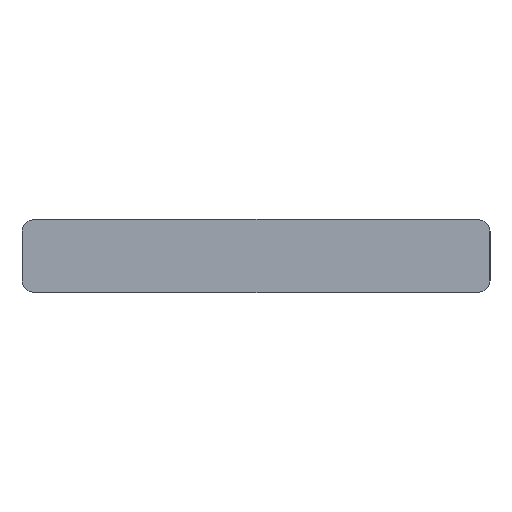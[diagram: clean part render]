
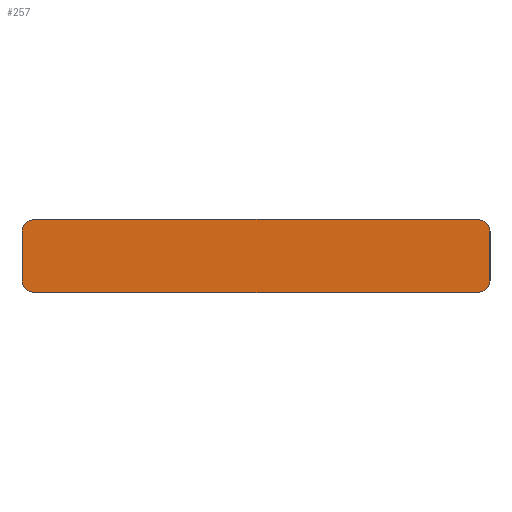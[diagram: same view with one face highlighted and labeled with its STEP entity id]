
A CAD part, left-side view. The second image highlights one B-rep face of the part: STEP entity #257.
In plain terms, the highlighted planar face has unit normal (-1, 0, 0).
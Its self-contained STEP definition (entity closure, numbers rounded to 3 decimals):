
#257=ADVANCED_FACE('',(#791),#792,.F.);
#791=FACE_OUTER_BOUND('',#1494,.T.);
#792=PLANE('',#1495);
#1494=EDGE_LOOP('',(#3229,#3230,#3231,#3232,#3233,#3234,#3235,#3236));
#1495=AXIS2_PLACEMENT_3D('',#3237,#3238,#3239);
#3229=ORIENTED_EDGE('',*,*,#4522,.F.);
#3230=ORIENTED_EDGE('',*,*,#4523,.F.);
#3231=ORIENTED_EDGE('',*,*,#4524,.F.);
#3232=ORIENTED_EDGE('',*,*,#4525,.F.);
#3233=ORIENTED_EDGE('',*,*,#4526,.F.);
#3234=ORIENTED_EDGE('',*,*,#4323,.T.);
#3235=ORIENTED_EDGE('',*,*,#4521,.F.);
#3236=ORIENTED_EDGE('',*,*,#4527,.F.);
#3237=CARTESIAN_POINT('',(-992.5,16.0,5.0));
#3238=DIRECTION('',(1.0,-0.0,0.0));
#3239=DIRECTION('',(0.0,1.0,-0.0));
#4323=EDGE_CURVE('',#5487,#5484,#5488,.T.);
#4521=EDGE_CURVE('',#5700,#5484,#5702,.T.);
#4522=EDGE_CURVE('',#5703,#5704,#5705,.T.);
#4523=EDGE_CURVE('',#5706,#5703,#5707,.T.);
#4524=EDGE_CURVE('',#5708,#5706,#5709,.T.);
#4525=EDGE_CURVE('',#5710,#5708,#5711,.T.);
#4526=EDGE_CURVE('',#5487,#5710,#5712,.T.);
#4527=EDGE_CURVE('',#5704,#5700,#5713,.T.);
#5484=VERTEX_POINT('',#6898);
#5487=VERTEX_POINT('',#6902);
#5488=LINE('',#6903,#6904);
#5700=VERTEX_POINT('',#7133);
#5702=CIRCLE('',#7136,0.8);
#5703=VERTEX_POINT('',#7137);
#5704=VERTEX_POINT('',#7138);
#5705=CIRCLE('',#7139,0.8);
#5706=VERTEX_POINT('',#7140);
#5707=LINE('',#7141,#7142);
#5708=VERTEX_POINT('',#7143);
#5709=CIRCLE('',#7144,0.8);
#5710=VERTEX_POINT('',#7145);
#5711=LINE('',#7146,#7147);
#5712=CIRCLE('',#7148,0.8);
#5713=LINE('',#7149,#7150);
#6898=CARTESIAN_POINT('',(-992.5,-15.2,0.));
#6902=CARTESIAN_POINT('',(-992.5,15.2,0.));
#6903=CARTESIAN_POINT('',(-992.5,16.0,0.0));
#6904=VECTOR('',#8121,1000.0);
#7133=CARTESIAN_POINT('',(-992.5,-16.0,0.8));
#7136=AXIS2_PLACEMENT_3D('',#8677,#8678,#8679);
#7137=CARTESIAN_POINT('',(-992.5,-15.2,5.0));
#7138=CARTESIAN_POINT('',(-992.5,-16.0,4.2));
#7139=AXIS2_PLACEMENT_3D('',#8680,#8681,#8682);
#7140=CARTESIAN_POINT('',(-992.5,15.2,5.0));
#7141=CARTESIAN_POINT('',(-992.5,-16.0,5.0));
#7142=VECTOR('',#8683,1000.0);
#7143=CARTESIAN_POINT('',(-992.5,16.0,4.2));
#7144=AXIS2_PLACEMENT_3D('',#8684,#8685,#8686);
#7145=CARTESIAN_POINT('',(-992.5,16.0,0.8));
#7146=CARTESIAN_POINT('',(-992.5,16.0,5.0));
#7147=VECTOR('',#8687,1000.0);
#7148=AXIS2_PLACEMENT_3D('',#8688,#8689,#8690);
#7149=CARTESIAN_POINT('',(-992.5,-16.0,5.0));
#7150=VECTOR('',#8691,1000.0);
#8121=DIRECTION('',(-0.0,-1.0,-0.0));
#8677=CARTESIAN_POINT('',(-992.5,-15.2,0.8));
#8678=DIRECTION('',(1.0,0.0,0.0));
#8679=DIRECTION('',(0.0,0.0,-1.0));
#8680=CARTESIAN_POINT('',(-992.5,-15.2,4.2));
#8681=DIRECTION('',(1.0,0.0,-0.0));
#8682=DIRECTION('',(0.0,0.0,1.0));
#8683=DIRECTION('',(0.0,-1.0,-0.0));
#8684=CARTESIAN_POINT('',(-992.5,15.2,4.2));
#8685=DIRECTION('',(1.0,0.0,0.0));
#8686=DIRECTION('',(0.0,0.0,-1.0));
#8687=DIRECTION('',(-0.0,-0.0,1.0));
#8688=CARTESIAN_POINT('',(-992.5,15.2,0.8));
#8689=DIRECTION('',(1.0,0.0,-0.0));
#8690=DIRECTION('',(0.0,0.0,1.0));
#8691=DIRECTION('',(0.0,0.0,-1.0));
